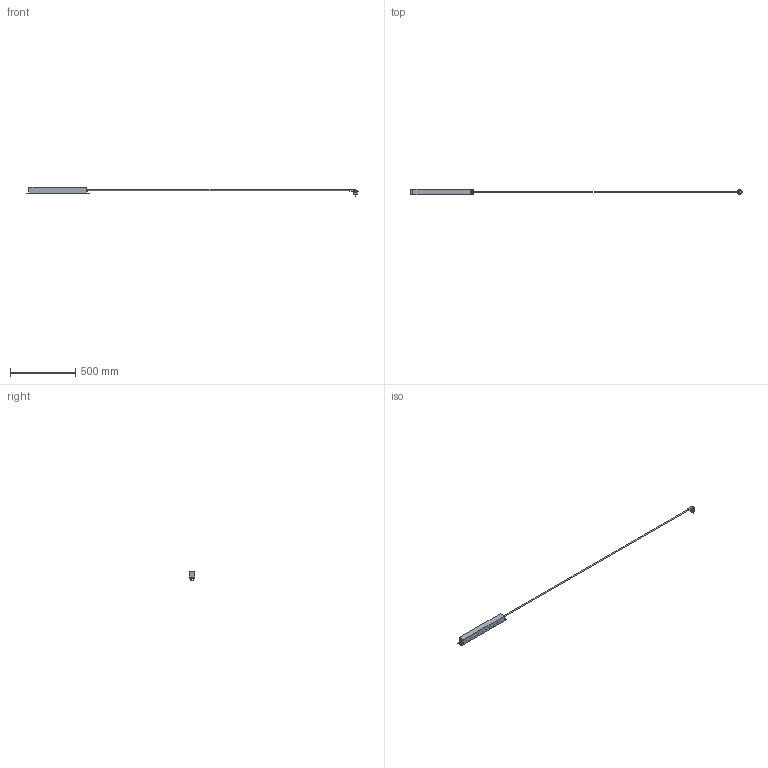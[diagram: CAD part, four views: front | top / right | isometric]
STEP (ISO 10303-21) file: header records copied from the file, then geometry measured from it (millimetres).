
FILE_DESCRIPTION (( 'STEP AP203' ), '1' );
FILE_NAME ('PH22-9D1-P ITK PDU 9 ðîçåòîê íåì. ñò, 1U, øíóð 2ì âèëêà íåì. ñò ÏÂÕ ÷åð.STEP', '2016-09-21T12:12:38', ( '' ), ( '' ), 'SwSTEP 2.0', 'SolidWorks 2014', '' );
FILE_SCHEMA (( 'CONFIG_CONTROL_DESIGN' ));
Length unit declared in the file: millimetre
Products named in the file (1): PH22-9D1-P ITK PDU 9 ðîçåòîê íåì. ñò, 1U, øíóð 2ì âèëêà íåì. ñò ÏÂÕ ÷åð
Bounding box: 2535.74 x 44.45 x 69.5 mm (x, y, z)
Volume: 810558.4 mm3; surface area: 163945 mm2
Topology: 1 solids, 1 shells, 451 faces, 1238 edges, 824 vertices
Faces by surface type: plane 324, cylinder 125, torus 2
Full cylindrical faces by diameter (mm): 4.8 x2, 5 x1, 5.5 x18, 7 x1, 19 x1, 39 x9
Entity records: 14187 total; most frequent: CARTESIAN_POINT 2576, DIRECTION 2392, ORIENTED_EDGE 2386, EDGE_CURVE 1193, VECTOR 834, LINE 834, VERTEX_POINT 813, AXIS2_PLACEMENT_3D 779
